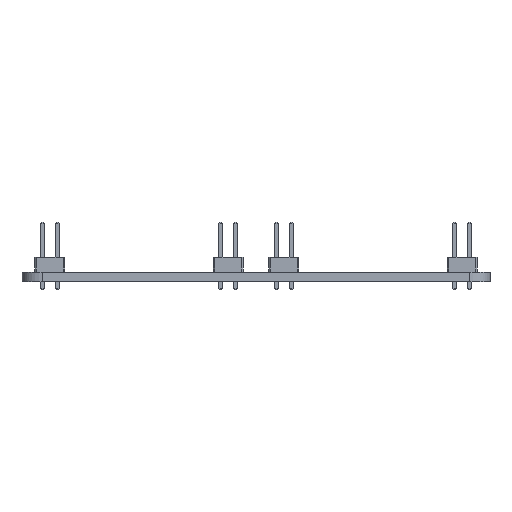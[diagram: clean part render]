
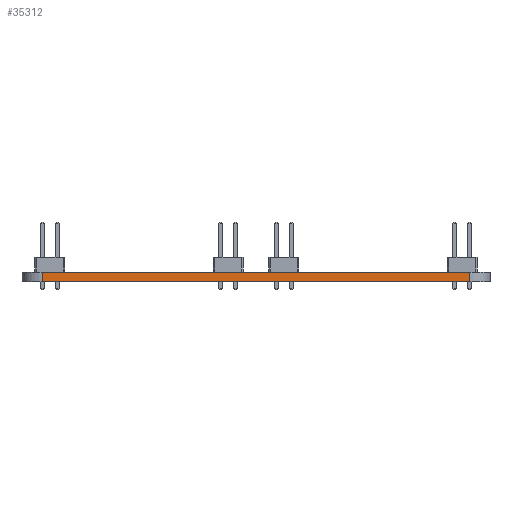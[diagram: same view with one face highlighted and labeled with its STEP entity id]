
A CAD part, front view. The second image highlights one B-rep face of the part: STEP entity #35312.
In plain terms, the highlighted planar face has unit normal (0, -1, 0).
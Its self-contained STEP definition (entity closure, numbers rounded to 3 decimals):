
#23609 = PLANE('',#23610);
#23610 = AXIS2_PLACEMENT_3D('',#23611,#23612,#23613);
#23611 = CARTESIAN_POINT('',(127.55,-116.55,1.6));
#23612 = DIRECTION('',(0.,0.,1.));
#23613 = DIRECTION('',(1.,0.,-0.));
#23664 = PLANE('',#23665);
#23665 = AXIS2_PLACEMENT_3D('',#23666,#23667,#23668);
#23666 = CARTESIAN_POINT('',(127.55,-116.55,0.));
#23667 = DIRECTION('',(0.,0.,1.));
#23668 = DIRECTION('',(1.,0.,-0.));
#23719 = CYLINDRICAL_SURFACE('',#23720,3.45);
#23720 = AXIS2_PLACEMENT_3D('',#23721,#23722,#23723);
#23721 = CARTESIAN_POINT('',(164.1,-153.1,0.));
#23722 = DIRECTION('',(-0.,-0.,-1.));
#23723 = DIRECTION('',(1.,0.,-0.));
#23886 = VERTEX_POINT('',#23887);
#23887 = CARTESIAN_POINT('',(91.,-156.55,0.));
#23902 = CYLINDRICAL_SURFACE('',#23903,3.45);
#23903 = AXIS2_PLACEMENT_3D('',#23904,#23905,#23906);
#23904 = CARTESIAN_POINT('',(91.,-153.1,0.));
#23905 = DIRECTION('',(-0.,-0.,-1.));
#23906 = DIRECTION('',(1.,0.,-0.));
#23914 = EDGE_CURVE('',#23915,#23886,#23917,.T.);
#23915 = VERTEX_POINT('',#23916);
#23916 = CARTESIAN_POINT('',(164.1,-156.55,0.));
#23917 = SURFACE_CURVE('',#23918,(#23922,#23929),.PCURVE_S1.);
#23918 = LINE('',#23919,#23920);
#23919 = CARTESIAN_POINT('',(164.1,-156.55,0.));
#23920 = VECTOR('',#23921,1.);
#23921 = DIRECTION('',(-1.,0.,0.));
#23922 = PCURVE('',#23664,#23923);
#23923 = DEFINITIONAL_REPRESENTATION('',(#23924),#23928);
#23924 = LINE('',#23925,#23926);
#23925 = CARTESIAN_POINT('',(36.55,-40.));
#23926 = VECTOR('',#23927,1.);
#23927 = DIRECTION('',(-1.,0.));
#23928 = ( GEOMETRIC_REPRESENTATION_CONTEXT(2) 
PARAMETRIC_REPRESENTATION_CONTEXT() REPRESENTATION_CONTEXT('2D SPACE',''
  ) );
#23929 = PCURVE('',#23930,#23935);
#23930 = PLANE('',#23931);
#23931 = AXIS2_PLACEMENT_3D('',#23932,#23933,#23934);
#23932 = CARTESIAN_POINT('',(164.1,-156.55,0.));
#23933 = DIRECTION('',(0.,-1.,0.));
#23934 = DIRECTION('',(-1.,0.,0.));
#23935 = DEFINITIONAL_REPRESENTATION('',(#23936),#23940);
#23936 = LINE('',#23937,#23938);
#23937 = CARTESIAN_POINT('',(0.,-0.));
#23938 = VECTOR('',#23939,1.);
#23939 = DIRECTION('',(1.,0.));
#23940 = ( GEOMETRIC_REPRESENTATION_CONTEXT(2) 
PARAMETRIC_REPRESENTATION_CONTEXT() REPRESENTATION_CONTEXT('2D SPACE',''
  ) );
#30094 = VERTEX_POINT('',#30095);
#30095 = CARTESIAN_POINT('',(91.,-156.55,1.6));
#30117 = EDGE_CURVE('',#30118,#30094,#30120,.T.);
#30118 = VERTEX_POINT('',#30119);
#30119 = CARTESIAN_POINT('',(164.1,-156.55,1.6));
#30120 = SURFACE_CURVE('',#30121,(#30125,#30132),.PCURVE_S1.);
#30121 = LINE('',#30122,#30123);
#30122 = CARTESIAN_POINT('',(164.1,-156.55,1.6));
#30123 = VECTOR('',#30124,1.);
#30124 = DIRECTION('',(-1.,0.,0.));
#30125 = PCURVE('',#23609,#30126);
#30126 = DEFINITIONAL_REPRESENTATION('',(#30127),#30131);
#30127 = LINE('',#30128,#30129);
#30128 = CARTESIAN_POINT('',(36.55,-40.));
#30129 = VECTOR('',#30130,1.);
#30130 = DIRECTION('',(-1.,0.));
#30131 = ( GEOMETRIC_REPRESENTATION_CONTEXT(2) 
PARAMETRIC_REPRESENTATION_CONTEXT() REPRESENTATION_CONTEXT('2D SPACE',''
  ) );
#30132 = PCURVE('',#23930,#30133);
#30133 = DEFINITIONAL_REPRESENTATION('',(#30134),#30138);
#30134 = LINE('',#30135,#30136);
#30135 = CARTESIAN_POINT('',(0.,-1.6));
#30136 = VECTOR('',#30137,1.);
#30137 = DIRECTION('',(1.,0.));
#30138 = ( GEOMETRIC_REPRESENTATION_CONTEXT(2) 
PARAMETRIC_REPRESENTATION_CONTEXT() REPRESENTATION_CONTEXT('2D SPACE',''
  ) );
#35262 = EDGE_CURVE('',#23915,#30118,#35263,.T.);
#35263 = SURFACE_CURVE('',#35264,(#35268,#35275),.PCURVE_S1.);
#35264 = LINE('',#35265,#35266);
#35265 = CARTESIAN_POINT('',(164.1,-156.55,0.));
#35266 = VECTOR('',#35267,1.);
#35267 = DIRECTION('',(0.,0.,1.));
#35268 = PCURVE('',#23719,#35269);
#35269 = DEFINITIONAL_REPRESENTATION('',(#35270),#35274);
#35270 = LINE('',#35271,#35272);
#35271 = CARTESIAN_POINT('',(-4.712,0.));
#35272 = VECTOR('',#35273,1.);
#35273 = DIRECTION('',(-0.,-1.));
#35274 = ( GEOMETRIC_REPRESENTATION_CONTEXT(2) 
PARAMETRIC_REPRESENTATION_CONTEXT() REPRESENTATION_CONTEXT('2D SPACE',''
  ) );
#35275 = PCURVE('',#23930,#35276);
#35276 = DEFINITIONAL_REPRESENTATION('',(#35277),#35281);
#35277 = LINE('',#35278,#35279);
#35278 = CARTESIAN_POINT('',(0.,-0.));
#35279 = VECTOR('',#35280,1.);
#35280 = DIRECTION('',(0.,-1.));
#35281 = ( GEOMETRIC_REPRESENTATION_CONTEXT(2) 
PARAMETRIC_REPRESENTATION_CONTEXT() REPRESENTATION_CONTEXT('2D SPACE',''
  ) );
#35312 = ADVANCED_FACE('',(#35313),#23930,.T.);
#35313 = FACE_BOUND('',#35314,.T.);
#35314 = EDGE_LOOP('',(#35315,#35316,#35317,#35338));
#35315 = ORIENTED_EDGE('',*,*,#35262,.T.);
#35316 = ORIENTED_EDGE('',*,*,#30117,.T.);
#35317 = ORIENTED_EDGE('',*,*,#35318,.F.);
#35318 = EDGE_CURVE('',#23886,#30094,#35319,.T.);
#35319 = SURFACE_CURVE('',#35320,(#35324,#35331),.PCURVE_S1.);
#35320 = LINE('',#35321,#35322);
#35321 = CARTESIAN_POINT('',(91.,-156.55,0.));
#35322 = VECTOR('',#35323,1.);
#35323 = DIRECTION('',(0.,0.,1.));
#35324 = PCURVE('',#23930,#35325);
#35325 = DEFINITIONAL_REPRESENTATION('',(#35326),#35330);
#35326 = LINE('',#35327,#35328);
#35327 = CARTESIAN_POINT('',(73.1,0.));
#35328 = VECTOR('',#35329,1.);
#35329 = DIRECTION('',(0.,-1.));
#35330 = ( GEOMETRIC_REPRESENTATION_CONTEXT(2) 
PARAMETRIC_REPRESENTATION_CONTEXT() REPRESENTATION_CONTEXT('2D SPACE',''
  ) );
#35331 = PCURVE('',#23902,#35332);
#35332 = DEFINITIONAL_REPRESENTATION('',(#35333),#35337);
#35333 = LINE('',#35334,#35335);
#35334 = CARTESIAN_POINT('',(-4.712,0.));
#35335 = VECTOR('',#35336,1.);
#35336 = DIRECTION('',(-0.,-1.));
#35337 = ( GEOMETRIC_REPRESENTATION_CONTEXT(2) 
PARAMETRIC_REPRESENTATION_CONTEXT() REPRESENTATION_CONTEXT('2D SPACE',''
  ) );
#35338 = ORIENTED_EDGE('',*,*,#23914,.F.);
